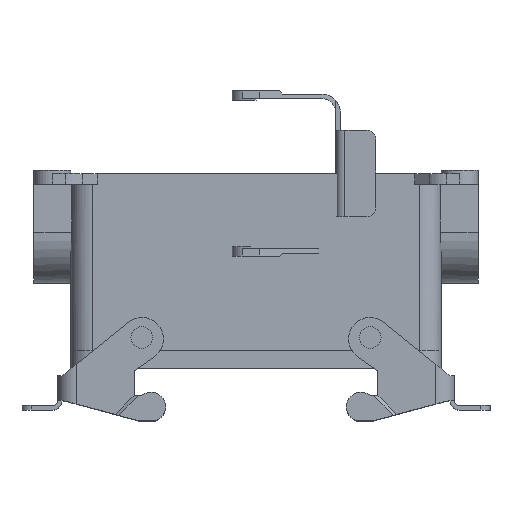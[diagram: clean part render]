
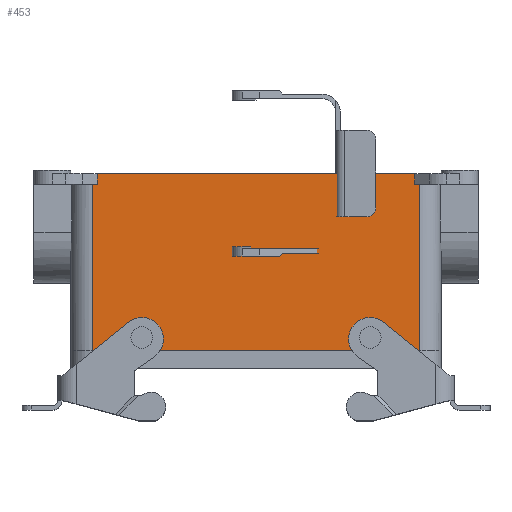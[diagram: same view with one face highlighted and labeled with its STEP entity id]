
A CAD part, top view. The second image highlights one B-rep face of the part: STEP entity #453.
In plain terms, the highlighted planar face has unit normal (0, 0, 1).
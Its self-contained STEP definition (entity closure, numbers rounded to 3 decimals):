
#453 = ADVANCED_FACE( '', ( #983, #984, #985 ), #986, .F. );
#983 = FACE_BOUND( '', #1599, .T. );
#984 = FACE_OUTER_BOUND( '', #1600, .T. );
#985 = FACE_BOUND( '', #1601, .T. );
#986 = PLANE( '', #1602 );
#1599 = EDGE_LOOP( '', ( #2842 ) );
#1600 = EDGE_LOOP( '', ( #2843, #2844, #2845, #2846, #2847, #2848, #2849, #2850 ) );
#1601 = EDGE_LOOP( '', ( #2851 ) );
#1602 = AXIS2_PLACEMENT_3D( '', #2852, #2853, #2854 );
#2842 = ORIENTED_EDGE( '', *, *, #3852, .F. );
#2843 = ORIENTED_EDGE( '', *, *, #3760, .T. );
#2844 = ORIENTED_EDGE( '', *, *, #3930, .F. );
#2845 = ORIENTED_EDGE( '', *, *, #3908, .T. );
#2846 = ORIENTED_EDGE( '', *, *, #3931, .T. );
#2847 = ORIENTED_EDGE( '', *, *, #3533, .F. );
#2848 = ORIENTED_EDGE( '', *, *, #3932, .F. );
#2849 = ORIENTED_EDGE( '', *, *, #3772, .T. );
#2850 = ORIENTED_EDGE( '', *, *, #3582, .T. );
#2851 = ORIENTED_EDGE( '', *, *, #3696, .F. );
#2852 = CARTESIAN_POINT( '', ( 0., -3.5, 21.5 ) );
#2853 = DIRECTION( '', ( 0., 0., -1. ) );
#2854 = DIRECTION( '', ( -1., 0., 0. ) );
#3533 = EDGE_CURVE( '', #4227, #4229, #4230, .T. );
#3582 = EDGE_CURVE( '', #4313, #4311, #4314, .T. );
#3696 = EDGE_CURVE( '', #4498, #4498, #4499, .F. );
#3760 = EDGE_CURVE( '', #4311, #4601, #4603, .T. );
#3772 = EDGE_CURVE( '', #4611, #4313, #4620, .T. );
#3852 = EDGE_CURVE( '', #4730, #4730, #4731, .F. );
#3908 = EDGE_CURVE( '', #4803, #4801, #4804, .T. );
#3930 = EDGE_CURVE( '', #4803, #4601, #4831, .T. );
#3931 = EDGE_CURVE( '', #4801, #4229, #4832, .T. );
#3932 = EDGE_CURVE( '', #4611, #4227, #4833, .T. );
#4227 = VERTEX_POINT( '', #5230 );
#4229 = VERTEX_POINT( '', #5232 );
#4230 = LINE( '', #5233, #5234 );
#4311 = VERTEX_POINT( '', #5349 );
#4313 = VERTEX_POINT( '', #5352 );
#4314 = LINE( '', #5353, #5354 );
#4498 = VERTEX_POINT( '', #5631 );
#4499 = CIRCLE( '', #5632, 2.45 );
#4601 = VERTEX_POINT( '', #5792 );
#4603 = LINE( '', #5795, #5796 );
#4611 = VERTEX_POINT( '', #5816 );
#4620 = LINE( '', #5827, #5828 );
#4730 = VERTEX_POINT( '', #5980 );
#4731 = CIRCLE( '', #5981, 2.45 );
#4801 = VERTEX_POINT( '', #6086 );
#4803 = VERTEX_POINT( '', #6088 );
#4804 = LINE( '', #6089, #6090 );
#4831 = LINE( '', #6121, #6122 );
#4832 = LINE( '', #6123, #6124 );
#4833 = LINE( '', #6125, #6126 );
#5230 = CARTESIAN_POINT( '', ( 53., -57.4, 21.5 ) );
#5232 = CARTESIAN_POINT( '', ( -53., -57.4, 21.5 ) );
#5233 = CARTESIAN_POINT( '', ( -53., -57.4, 21.5 ) );
#5234 = VECTOR( '', #6433, 1000. );
#5349 = CARTESIAN_POINT( '', ( 51.486, 0., 21.5 ) );
#5352 = CARTESIAN_POINT( '', ( 51.486, -3.5, 21.5 ) );
#5353 = CARTESIAN_POINT( '', ( 51.486, -3.5, 21.5 ) );
#5354 = VECTOR( '', #6500, 1000. );
#5631 = CARTESIAN_POINT( '', ( -39.45, -53.101, 21.5 ) );
#5632 = AXIS2_PLACEMENT_3D( '', #6645, #6646, #6647 );
#5792 = CARTESIAN_POINT( '', ( -51.486, 0., 21.5 ) );
#5795 = CARTESIAN_POINT( '', ( 0., 0., 21.5 ) );
#5796 = VECTOR( '', #6722, 1000. );
#5816 = CARTESIAN_POINT( '', ( 53., -3.5, 21.5 ) );
#5827 = CARTESIAN_POINT( '', ( -61.8, -3.5, 21.5 ) );
#5828 = VECTOR( '', #6741, 1000. );
#5980 = CARTESIAN_POINT( '', ( 34.55, -53.101, 21.5 ) );
#5981 = AXIS2_PLACEMENT_3D( '', #6828, #6829, #6830 );
#6086 = CARTESIAN_POINT( '', ( -53., -3.5, 21.5 ) );
#6088 = CARTESIAN_POINT( '', ( -51.486, -3.5, 21.5 ) );
#6089 = CARTESIAN_POINT( '', ( -61.8, -3.5, 21.5 ) );
#6090 = VECTOR( '', #6892, 1000. );
#6121 = CARTESIAN_POINT( '', ( -51.486, -3.5, 21.5 ) );
#6122 = VECTOR( '', #6918, 1000. );
#6123 = CARTESIAN_POINT( '', ( -53., 108.116, 21.5 ) );
#6124 = VECTOR( '', #6919, 1000. );
#6125 = CARTESIAN_POINT( '', ( 53., 108.116, 21.5 ) );
#6126 = VECTOR( '', #6920, 1000. );
#6433 = DIRECTION( '', ( -1., 0., 0. ) );
#6500 = DIRECTION( '', ( 0., 1., 0. ) );
#6645 = CARTESIAN_POINT( '', ( -37., -53.101, 21.5 ) );
#6646 = DIRECTION( '', ( 0., 0., -1. ) );
#6647 = DIRECTION( '', ( -1., 0., 0. ) );
#6722 = DIRECTION( '', ( -1., 0., 0. ) );
#6741 = DIRECTION( '', ( -1., 0., 0. ) );
#6828 = CARTESIAN_POINT( '', ( 37., -53.101, 21.5 ) );
#6829 = DIRECTION( '', ( 0., 0., -1. ) );
#6830 = DIRECTION( '', ( -1., 0., 0. ) );
#6892 = DIRECTION( '', ( -1., 0., 0. ) );
#6918 = DIRECTION( '', ( 0., 1., 0. ) );
#6919 = DIRECTION( '', ( 0., -1., 0. ) );
#6920 = DIRECTION( '', ( 0., -1., 0. ) );
